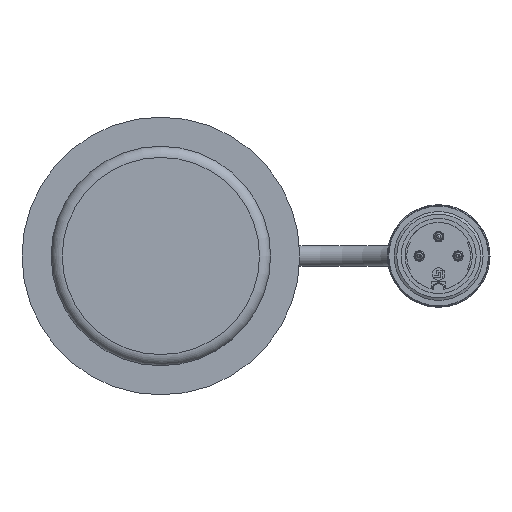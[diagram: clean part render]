
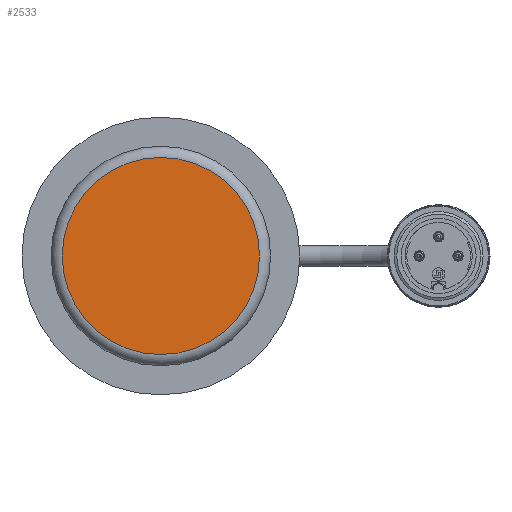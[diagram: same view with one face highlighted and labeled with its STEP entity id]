
A CAD part, left-side view. The second image highlights one B-rep face of the part: STEP entity #2533.
In plain terms, the highlighted planar face has unit normal (-1, 0, 0).
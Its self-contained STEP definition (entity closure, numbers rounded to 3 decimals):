
#422=PLANE('',#2843);
#679=FACE_OUTER_BOUND('',#929,.T.);
#929=EDGE_LOOP('',(#2142));
#1074=CIRCLE('',#2841,17.75);
#1292=VERTEX_POINT('',#4590);
#1579=EDGE_CURVE('',#1292,#1292,#1074,.T.);
#2142=ORIENTED_EDGE('',*,*,#1579,.F.);
#2533=ADVANCED_FACE('',(#679),#422,.T.);
#2841=AXIS2_PLACEMENT_3D('',#4591,#3545,#3546);
#2843=AXIS2_PLACEMENT_3D('',#4594,#3549,#3550);
#3545=DIRECTION('center_axis',(1.,0.,0.));
#3546=DIRECTION('ref_axis',(0.,-1.,0.));
#3549=DIRECTION('center_axis',(-1.,0.,0.));
#3550=DIRECTION('ref_axis',(0.,0.,1.));
#4590=CARTESIAN_POINT('',(-55.,17.75,0.));
#4591=CARTESIAN_POINT('Origin',(-55.,0.,0.));
#4594=CARTESIAN_POINT('Origin',(-55.,19.75,0.));
